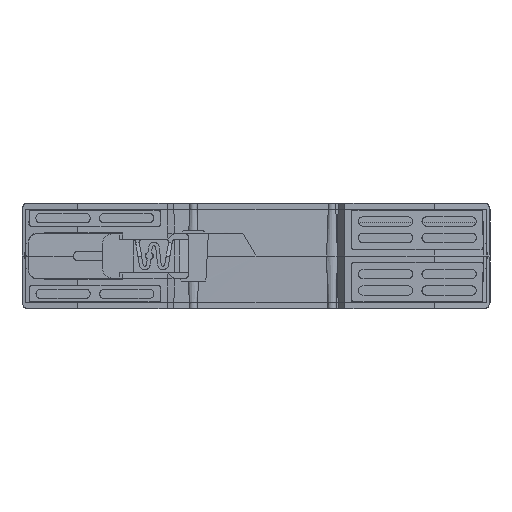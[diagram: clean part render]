
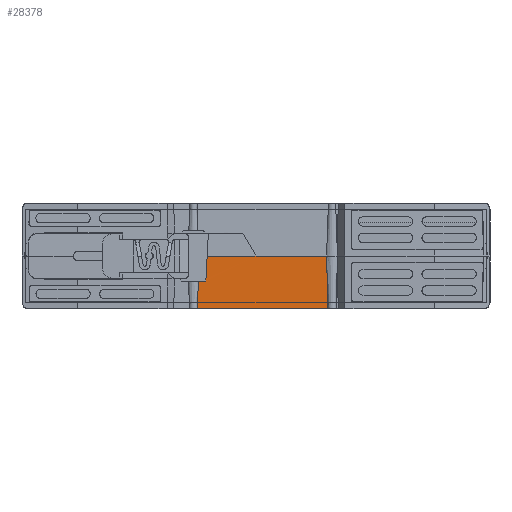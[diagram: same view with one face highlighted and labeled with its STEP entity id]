
A CAD part, front view. The second image highlights one B-rep face of the part: STEP entity #28378.
In plain terms, the highlighted planar face has unit normal (0, -1, -0.013).
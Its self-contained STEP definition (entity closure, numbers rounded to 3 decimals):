
#7079=DIRECTION('',(-1.,0.,0.));
#7080=VECTOR('',#7079,27.895);
#7081=CARTESIAN_POINT('',(15.383,4.467,-11.25));
#7082=LINE('',#7081,#7080);
#7196=DIRECTION('',(-1.,0.,0.));
#7197=VECTOR('',#7196,15.075);
#7198=CARTESIAN_POINT('',(15.075,4.32,0.));
#7199=LINE('',#7198,#7197);
#8282=DIRECTION('',(1.,0.,0.));
#8283=VECTOR('',#8282,10.439);
#8284=CARTESIAN_POINT('',(-10.439,4.32,0.));
#8285=LINE('',#8284,#8283);
#8286=CARTESIAN_POINT('',(15.075,4.32,0.));
#8287=CARTESIAN_POINT('',(15.098,4.336,-1.245));
#8288=CARTESIAN_POINT('',(15.15,4.369,-3.738));
#8289=CARTESIAN_POINT('',(15.254,4.419,-7.533));
#8290=CARTESIAN_POINT('',(15.337,4.451,-10.014));
#8291=CARTESIAN_POINT('',(15.383,4.467,-11.25));
#8293=CARTESIAN_POINT('',(-12.513,4.467,-11.25));
#8294=CARTESIAN_POINT('',(-12.489,4.459,
-10.606));
#8295=CARTESIAN_POINT('',(-12.444,4.441,
-9.313));
#8296=CARTESIAN_POINT('',(-12.38,4.419,
-7.348));
#8297=CARTESIAN_POINT('',(-12.347,4.393,
-6.031));
#8298=CARTESIAN_POINT('',(-12.329,4.384,
-5.37));
#8344=DIRECTION('',(0.052,0.,0.999));
#8345=VECTOR('',#8344,0.501);
#8346=CARTESIAN_POINT('',(-10.72,4.384,-5.37));
#8347=LINE('',#8346,#8345);
#8348=DIRECTION('',(1.,0.,0.));
#8349=VECTOR('',#8348,1.609);
#8350=CARTESIAN_POINT('',(-12.329,4.384,
-5.37));
#8351=LINE('',#8350,#8349);
#8448=DIRECTION('',(0.052,-0.013,0.999));
#8449=VECTOR('',#8448,4.877);
#8450=CARTESIAN_POINT('',(-10.694,4.384,-4.87));
#8451=LINE('',#8450,#8449);
#10030=CARTESIAN_POINT('',(15.383,4.467,-11.25));
#10792=CARTESIAN_POINT('',(0.,4.32,0.));
#10794=VERTEX_POINT('',#10792);
#10835=CARTESIAN_POINT('',(-12.329,4.384,
-5.37));
#10836=VERTEX_POINT('',#10835);
#10837=CARTESIAN_POINT('',(-10.72,4.384,-5.37));
#10838=VERTEX_POINT('',#10837);
#10839=CARTESIAN_POINT('',(-10.694,4.384,-4.87));
#10840=VERTEX_POINT('',#10839);
#10841=CARTESIAN_POINT('',(15.075,4.32,0.));
#10842=VERTEX_POINT('',#10841);
#10853=CARTESIAN_POINT('',(-10.439,4.32,0.));
#10854=VERTEX_POINT('',#10853);
#12186=VERTEX_POINT('',#10030);
#12187=VERTEX_POINT('',#8293);
#28357=CARTESIAN_POINT('',(21.697,4.32,0.));
#28358=DIRECTION('',(0.,1.,0.013));
#28359=DIRECTION('',(-1.,0.,0.));
#28360=AXIS2_PLACEMENT_3D('',#28357,#28358,#28359);
#28361=PLANE('',#28360);
#28363=ORIENTED_EDGE('',*,*,#28362,.T.);
#28365=ORIENTED_EDGE('',*,*,#28364,.T.);
#28366=ORIENTED_EDGE('',*,*,#26646,.F.);
#28368=ORIENTED_EDGE('',*,*,#28367,.T.);
#28369=ORIENTED_EDGE('',*,*,#26545,.T.);
#28371=ORIENTED_EDGE('',*,*,#28370,.T.);
#28373=ORIENTED_EDGE('',*,*,#28372,.T.);
#28375=ORIENTED_EDGE('',*,*,#28374,.T.);
#28376=EDGE_LOOP('',(#28363,#28365,#28366,#28368,#28369,#28371,#28373,#28375));
#28377=FACE_OUTER_BOUND('',#28376,.F.);
#28378=ADVANCED_FACE('',(#28377),#28361,.F.);
#8292=B_SPLINE_CURVE_WITH_KNOTS('',3,(#8286,#8287,#8288,#8289,#8290,#8291),
.UNSPECIFIED.,.F.,.F.,(4,1,1,4),(0.,0.333,0.667,1.),
.UNSPECIFIED.);
#8299=B_SPLINE_CURVE_WITH_KNOTS('',3,(#8293,#8294,#8295,#8296,#8297,#8298),
.UNSPECIFIED.,.F.,.F.,(4,1,1,4),(0.,0.333,0.667,1.),
.UNSPECIFIED.);
#26545=EDGE_CURVE('',#12186,#12187,#7082,.T.);
#26646=EDGE_CURVE('',#10842,#10794,#7199,.T.);
#28362=EDGE_CURVE('',#10840,#10854,#8451,.T.);
#28364=EDGE_CURVE('',#10854,#10794,#8285,.T.);
#28367=EDGE_CURVE('',#10842,#12186,#8292,.T.);
#28370=EDGE_CURVE('',#12187,#10836,#8299,.T.);
#28372=EDGE_CURVE('',#10836,#10838,#8351,.T.);
#28374=EDGE_CURVE('',#10838,#10840,#8347,.T.);
